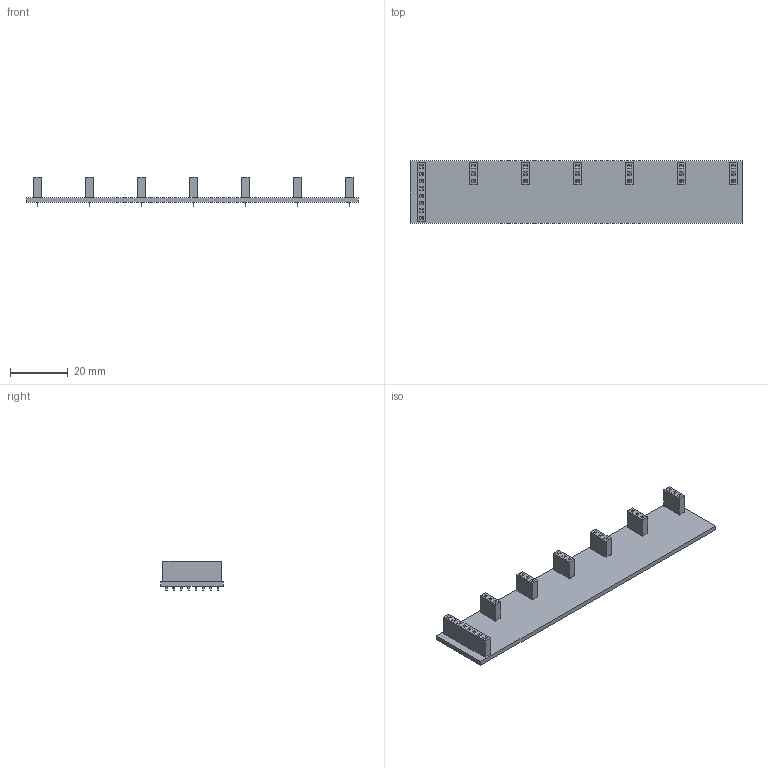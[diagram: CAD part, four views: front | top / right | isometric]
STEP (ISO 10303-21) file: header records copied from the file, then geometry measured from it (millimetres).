
FILE_DESCRIPTION(('KiCad electronic assembly'),'2;1');
FILE_NAME('pswclsx6socket.step','2022-04-16T06:17:05',('An Author'),( 'A Company'),'Open CASCADE STEP processor 7.3', 'KiCad to STEP converter','Unknown');
FILE_SCHEMA(('AUTOMOTIVE_DESIGN { 1 0 10303 214 1 1 1 1 }'));
Length unit declared in the file: millimetre
Products named in the file (6): Open CASCADE STEP translator 7.3 1; PinSocket_1x03_P2.54mm_Vertical; SOLID; PinSocket_1x08_P2.54mm_Vertical; COMPOUND
Assembly tree (10 placements, depth 3):
  Open CASCADE STEP translator 7.3 1
    PinSocket_1x03_P2.54mm_Vertical  x6
      SOLID
    PinSocket_1x08_P2.54mm_Vertical
      SOLID
    COMPOUND
Bounding box: 115 x 21.8 x 10.1 mm (x, y, z)
Volume: 5082.8 mm3; surface area: 7608.2 mm2
Topology: 8 solids, 8 shells, 908 faces, 2338 edges, 1524 vertices
Faces by surface type: plane 882, cylinder 26
Full cylindrical faces by diameter (mm): 1 x26
Entity records: 27912 total; most frequent: CARTESIAN_POINT 4434, DIRECTION 3862, LINE 2950, VECTOR 2950, ORIENTED_EDGE 2036, PCURVE 2036, DEFINITIONAL_REPRESENTATION 2036, EDGE_CURVE 1018
